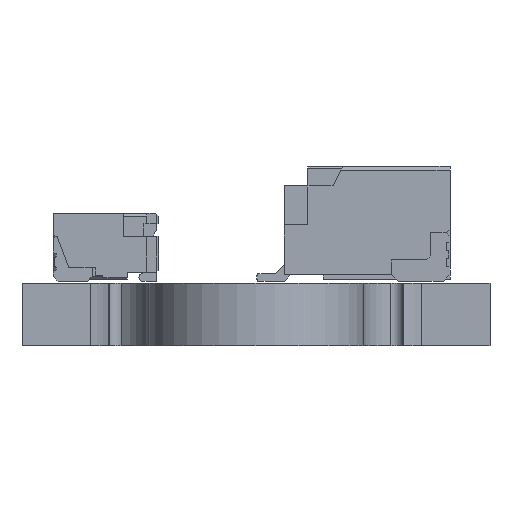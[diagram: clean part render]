
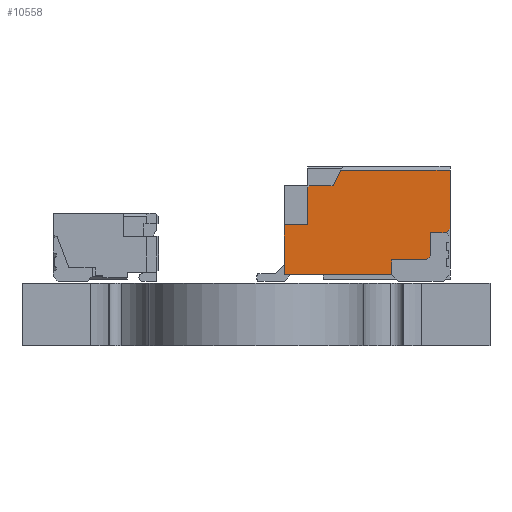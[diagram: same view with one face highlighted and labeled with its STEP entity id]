
A CAD part, front view. The second image highlights one B-rep face of the part: STEP entity #10558.
In plain terms, the highlighted face is planar.
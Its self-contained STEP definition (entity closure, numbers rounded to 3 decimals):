
#9927 = VERTEX_POINT('',#9928);
#9928 = CARTESIAN_POINT('',(-2.,0.17,-1.775));
#9934 = EDGE_CURVE('',#9927,#9935,#9937,.T.);
#9935 = VERTEX_POINT('',#9936);
#9936 = CARTESIAN_POINT('',(-2.,1.45,-1.775));
#9937 = LINE('',#9938,#9939);
#9938 = CARTESIAN_POINT('',(-2.,0.17,-1.775));
#9939 = VECTOR('',#9940,1.);
#9940 = DIRECTION('',(0.,1.,0.));
#10273 = VERTEX_POINT('',#10274);
#10274 = CARTESIAN_POINT('',(-2.,2.85,2.475));
#10280 = EDGE_CURVE('',#10273,#10281,#10283,.T.);
#10281 = VERTEX_POINT('',#10282);
#10282 = CARTESIAN_POINT('',(-2.,1.35,2.475));
#10283 = LINE('',#10284,#10285);
#10284 = CARTESIAN_POINT('',(-2.,0.05,2.475));
#10285 = VECTOR('',#10286,1.);
#10286 = DIRECTION('',(-0.,-1.,0.));
#10558 = ADVANCED_FACE('',(#10559),#10663,.T.);
#10559 = FACE_BOUND('',#10560,.T.);
#10560 = EDGE_LOOP('',(#10561,#10571,#10579,#10587,#10595,#10601,#10602,
    #10610,#10618,#10626,#10634,#10642,#10648,#10649,#10657));
#10561 = ORIENTED_EDGE('',*,*,#10562,.T.);
#10562 = EDGE_CURVE('',#10563,#10565,#10567,.T.);
#10563 = VERTEX_POINT('',#10564);
#10564 = CARTESIAN_POINT('',(-2.,0.55,0.975));
#10565 = VERTEX_POINT('',#10566);
#10566 = CARTESIAN_POINT('',(-2.,0.55,1.875));
#10567 = LINE('',#10568,#10569);
#10568 = CARTESIAN_POINT('',(-2.,0.55,0.));
#10569 = VECTOR('',#10570,1.);
#10570 = DIRECTION('',(0.,0.,1.));
#10571 = ORIENTED_EDGE('',*,*,#10572,.T.);
#10572 = EDGE_CURVE('',#10565,#10573,#10575,.T.);
#10573 = VERTEX_POINT('',#10574);
#10574 = CARTESIAN_POINT('',(-2.,0.65,1.975));
#10575 = LINE('',#10576,#10577);
#10576 = CARTESIAN_POINT('',(-2.,-0.663,0.663));
#10577 = VECTOR('',#10578,1.);
#10578 = DIRECTION('',(-0.,0.707,0.707));
#10579 = ORIENTED_EDGE('',*,*,#10580,.T.);
#10580 = EDGE_CURVE('',#10573,#10581,#10583,.T.);
#10581 = VERTEX_POINT('',#10582);
#10582 = CARTESIAN_POINT('',(-2.,1.25,1.975));
#10583 = LINE('',#10584,#10585);
#10584 = CARTESIAN_POINT('',(-2.,0.,1.975));
#10585 = VECTOR('',#10586,1.);
#10586 = DIRECTION('',(0.,1.,0.));
#10587 = ORIENTED_EDGE('',*,*,#10588,.T.);
#10588 = EDGE_CURVE('',#10581,#10589,#10591,.T.);
#10589 = VERTEX_POINT('',#10590);
#10590 = CARTESIAN_POINT('',(-2.,1.25,2.375));
#10591 = LINE('',#10592,#10593);
#10592 = CARTESIAN_POINT('',(-2.,1.25,0.));
#10593 = VECTOR('',#10594,1.);
#10594 = DIRECTION('',(0.,0.,1.));
#10595 = ORIENTED_EDGE('',*,*,#10596,.T.);
#10596 = EDGE_CURVE('',#10589,#10281,#10597,.T.);
#10597 = LINE('',#10598,#10599);
#10598 = CARTESIAN_POINT('',(-2.,-0.563,0.563));
#10599 = VECTOR('',#10600,1.);
#10600 = DIRECTION('',(0.,0.707,0.707));
#10601 = ORIENTED_EDGE('',*,*,#10280,.F.);
#10602 = ORIENTED_EDGE('',*,*,#10603,.T.);
#10603 = EDGE_CURVE('',#10273,#10604,#10606,.T.);
#10604 = VERTEX_POINT('',#10605);
#10605 = CARTESIAN_POINT('',(-2.,2.85,-0.325));
#10606 = LINE('',#10607,#10608);
#10607 = CARTESIAN_POINT('',(-2.,2.85,-0.275));
#10608 = VECTOR('',#10609,1.);
#10609 = DIRECTION('',(0.,0.,-1.));
#10610 = ORIENTED_EDGE('',*,*,#10611,.T.);
#10611 = EDGE_CURVE('',#10604,#10612,#10614,.T.);
#10612 = VERTEX_POINT('',#10613);
#10613 = CARTESIAN_POINT('',(-2.,2.45,-0.525));
#10614 = LINE('',#10615,#10616);
#10615 = CARTESIAN_POINT('',(-2.,0.7,-1.4));
#10616 = VECTOR('',#10617,1.);
#10617 = DIRECTION('',(-0.,-0.894,-0.447));
#10618 = ORIENTED_EDGE('',*,*,#10619,.F.);
#10619 = EDGE_CURVE('',#10620,#10612,#10622,.T.);
#10620 = VERTEX_POINT('',#10621);
#10621 = CARTESIAN_POINT('',(-2.,2.45,-1.125));
#10622 = LINE('',#10623,#10624);
#10623 = CARTESIAN_POINT('',(-2.,2.45,0.));
#10624 = VECTOR('',#10625,1.);
#10625 = DIRECTION('',(0.,0.,1.));
#10626 = ORIENTED_EDGE('',*,*,#10627,.F.);
#10627 = EDGE_CURVE('',#10628,#10620,#10630,.T.);
#10628 = VERTEX_POINT('',#10629);
#10629 = CARTESIAN_POINT('',(-2.,2.4,-1.175));
#10630 = LINE('',#10631,#10632);
#10631 = CARTESIAN_POINT('',(-2.,1.788,-1.788));
#10632 = VECTOR('',#10633,1.);
#10633 = DIRECTION('',(0.,0.707,0.707));
#10634 = ORIENTED_EDGE('',*,*,#10635,.F.);
#10635 = EDGE_CURVE('',#10636,#10628,#10638,.T.);
#10636 = VERTEX_POINT('',#10637);
#10637 = CARTESIAN_POINT('',(-2.,1.45,-1.175));
#10638 = LINE('',#10639,#10640);
#10639 = CARTESIAN_POINT('',(-2.,0.,-1.175));
#10640 = VECTOR('',#10641,1.);
#10641 = DIRECTION('',(0.,1.,0.));
#10642 = ORIENTED_EDGE('',*,*,#10643,.F.);
#10643 = EDGE_CURVE('',#9935,#10636,#10644,.T.);
#10644 = LINE('',#10645,#10646);
#10645 = CARTESIAN_POINT('',(-2.,1.45,0.));
#10646 = VECTOR('',#10647,1.);
#10647 = DIRECTION('',(0.,0.,1.));
#10648 = ORIENTED_EDGE('',*,*,#9934,.F.);
#10649 = ORIENTED_EDGE('',*,*,#10650,.F.);
#10650 = EDGE_CURVE('',#10651,#9927,#10653,.T.);
#10651 = VERTEX_POINT('',#10652);
#10652 = CARTESIAN_POINT('',(-2.,0.17,0.975));
#10653 = LINE('',#10654,#10655);
#10654 = CARTESIAN_POINT('',(-2.,0.17,-0.775));
#10655 = VECTOR('',#10656,1.);
#10656 = DIRECTION('',(0.,0.,-1.));
#10657 = ORIENTED_EDGE('',*,*,#10658,.T.);
#10658 = EDGE_CURVE('',#10651,#10563,#10659,.T.);
#10659 = LINE('',#10660,#10661);
#10660 = CARTESIAN_POINT('',(-2.,0.,0.975));
#10661 = VECTOR('',#10662,1.);
#10662 = DIRECTION('',(0.,1.,0.));
#10663 = PLANE('',#10664);
#10664 = AXIS2_PLACEMENT_3D('',#10665,#10666,#10667);
#10665 = CARTESIAN_POINT('',(-2.,0.,0.));
#10666 = DIRECTION('',(-1.,0.,0.));
#10667 = DIRECTION('',(0.,0.,1.));
